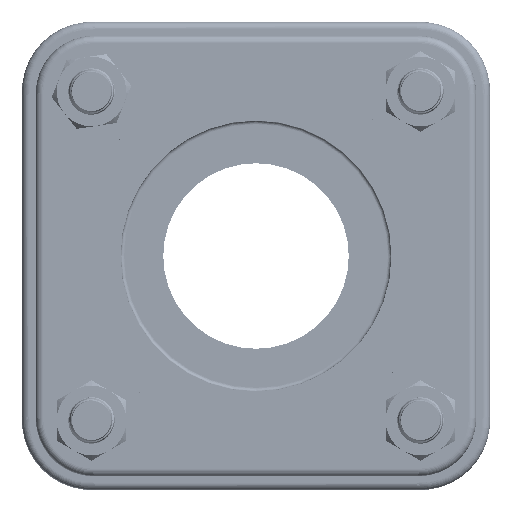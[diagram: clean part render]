
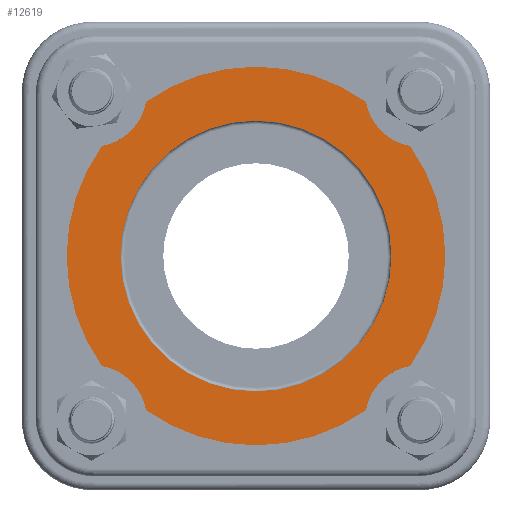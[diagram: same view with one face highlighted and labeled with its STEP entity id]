
A CAD part, front view. The second image highlights one B-rep face of the part: STEP entity #12619.
In plain terms, the highlighted face is planar.
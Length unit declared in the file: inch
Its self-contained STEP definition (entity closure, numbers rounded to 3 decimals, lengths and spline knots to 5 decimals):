
#647=PLANE('',#13774);
#1051=FACE_OUTER_BOUND('',#2532,.T.);
#1645=CIRCLE('',#13650,1.095);
#1646=CIRCLE('',#13651,1.095);
#1659=CIRCLE('',#13669,0.45);
#1665=CIRCLE('',#13678,0.45);
#1717=CIRCLE('',#13759,0.45);
#1718=CIRCLE('',#13761,0.45);
#1719=CIRCLE('',#13763,1.53);
#1720=CIRCLE('',#13765,1.53);
#1721=CIRCLE('',#13767,1.53);
#1722=CIRCLE('',#13775,1.53);
#2116=FACE_BOUND('',#2533,.T.);
#2532=EDGE_LOOP('',(#10104,#10105,#10106,#10107,#10108,#10109,#10110,#10111));
#2533=EDGE_LOOP('',(#10112,#10113));
#5531=VERTEX_POINT('',#24207);
#5532=VERTEX_POINT('',#24209);
#5548=VERTEX_POINT('',#24291);
#5549=VERTEX_POINT('',#24293);
#5558=VERTEX_POINT('',#24367);
#5559=VERTEX_POINT('',#24369);
#5611=VERTEX_POINT('',#24563);
#5612=VERTEX_POINT('',#24565);
#5613=VERTEX_POINT('',#24569);
#5614=VERTEX_POINT('',#24571);
#7084=EDGE_CURVE('',#5532,#5531,#1645,.T.);
#7085=EDGE_CURVE('',#5531,#5532,#1646,.T.);
#7104=EDGE_CURVE('',#5549,#5548,#1659,.T.);
#7118=EDGE_CURVE('',#5559,#5558,#1665,.T.);
#7199=EDGE_CURVE('',#5612,#5611,#1717,.T.);
#7202=EDGE_CURVE('',#5614,#5613,#1718,.T.);
#7204=EDGE_CURVE('',#5614,#5558,#1719,.T.);
#7205=EDGE_CURVE('',#5549,#5613,#1720,.T.);
#7206=EDGE_CURVE('',#5612,#5548,#1721,.T.);
#7212=EDGE_CURVE('',#5559,#5611,#1722,.T.);
#10104=ORIENTED_EDGE('',*,*,#7199,.T.);
#10105=ORIENTED_EDGE('',*,*,#7212,.F.);
#10106=ORIENTED_EDGE('',*,*,#7118,.T.);
#10107=ORIENTED_EDGE('',*,*,#7204,.F.);
#10108=ORIENTED_EDGE('',*,*,#7202,.T.);
#10109=ORIENTED_EDGE('',*,*,#7205,.F.);
#10110=ORIENTED_EDGE('',*,*,#7104,.T.);
#10111=ORIENTED_EDGE('',*,*,#7206,.F.);
#10112=ORIENTED_EDGE('',*,*,#7084,.T.);
#10113=ORIENTED_EDGE('',*,*,#7085,.T.);
#12619=ADVANCED_FACE('',(#1051,#2116),#647,.T.);
#13650=AXIS2_PLACEMENT_3D('',#24210,#15897,#15898);
#13651=AXIS2_PLACEMENT_3D('',#24211,#15899,#15900);
#13669=AXIS2_PLACEMENT_3D('',#24294,#15937,#15938);
#13678=AXIS2_PLACEMENT_3D('',#24370,#15958,#15959);
#13759=AXIS2_PLACEMENT_3D('',#24566,#16146,#16147);
#13761=AXIS2_PLACEMENT_3D('',#24572,#16152,#16153);
#13763=AXIS2_PLACEMENT_3D('',#24575,#16157,#16158);
#13765=AXIS2_PLACEMENT_3D('',#24577,#16161,#16162);
#13767=AXIS2_PLACEMENT_3D('',#24579,#16165,#16166);
#13774=AXIS2_PLACEMENT_3D('',#24591,#16184,#16185);
#13775=AXIS2_PLACEMENT_3D('',#24592,#16186,#16187);
#15897=DIRECTION('center_axis',(1.,0.,0.));
#15898=DIRECTION('ref_axis',(0.,1.,0.));
#15899=DIRECTION('center_axis',(1.,0.,0.));
#15900=DIRECTION('ref_axis',(0.,1.,0.));
#15937=DIRECTION('center_axis',(1.,0.,0.));
#15938=DIRECTION('ref_axis',(0.,0.,-1.));
#15958=DIRECTION('center_axis',(1.,0.,0.));
#15959=DIRECTION('ref_axis',(0.,0.,-1.));
#16146=DIRECTION('center_axis',(1.,0.,0.));
#16147=DIRECTION('ref_axis',(0.,0.,-1.));
#16152=DIRECTION('center_axis',(1.,0.,0.));
#16153=DIRECTION('ref_axis',(0.,0.,-1.));
#16157=DIRECTION('center_axis',(1.,0.,0.));
#16158=DIRECTION('ref_axis',(0.,1.,0.));
#16161=DIRECTION('center_axis',(1.,0.,0.));
#16162=DIRECTION('ref_axis',(0.,1.,0.));
#16165=DIRECTION('center_axis',(1.,0.,0.));
#16166=DIRECTION('ref_axis',(0.,1.,0.));
#16184=DIRECTION('center_axis',(-1.,0.,0.));
#16185=DIRECTION('ref_axis',(0.,0.,1.));
#16186=DIRECTION('center_axis',(1.,0.,0.));
#16187=DIRECTION('ref_axis',(0.,1.,0.));
#24207=CARTESIAN_POINT('',(-2.35,-1.095,0.));
#24209=CARTESIAN_POINT('',(-2.35,1.095,0.));
#24210=CARTESIAN_POINT('Origin',(-2.35,0.,0.));
#24211=CARTESIAN_POINT('Origin',(-2.35,0.,0.));
#24291=CARTESIAN_POINT('',(-2.35,1.24663,0.88703));
#24293=CARTESIAN_POINT('',(-2.35,0.88703,1.24663));
#24294=CARTESIAN_POINT('Origin',(-2.35,1.32936,1.32936));
#24367=CARTESIAN_POINT('',(-2.35,-1.24663,-0.88703));
#24369=CARTESIAN_POINT('',(-2.35,-0.88703,-1.24663));
#24370=CARTESIAN_POINT('Origin',(-2.35,-1.32936,-1.32936));
#24563=CARTESIAN_POINT('',(-2.35,0.88703,-1.24663));
#24565=CARTESIAN_POINT('',(-2.35,1.24663,-0.88703));
#24566=CARTESIAN_POINT('Origin',(-2.35,1.32936,-1.32936));
#24569=CARTESIAN_POINT('',(-2.35,-0.88703,1.24663));
#24571=CARTESIAN_POINT('',(-2.35,-1.24663,0.88703));
#24572=CARTESIAN_POINT('Origin',(-2.35,-1.32936,1.32936));
#24575=CARTESIAN_POINT('Origin',(-2.35,0.,0.));
#24577=CARTESIAN_POINT('Origin',(-2.35,0.,0.));
#24579=CARTESIAN_POINT('Origin',(-2.35,0.,0.));
#24591=CARTESIAN_POINT('Origin',(-2.35,1.3125,0.));
#24592=CARTESIAN_POINT('Origin',(-2.35,0.,0.));
